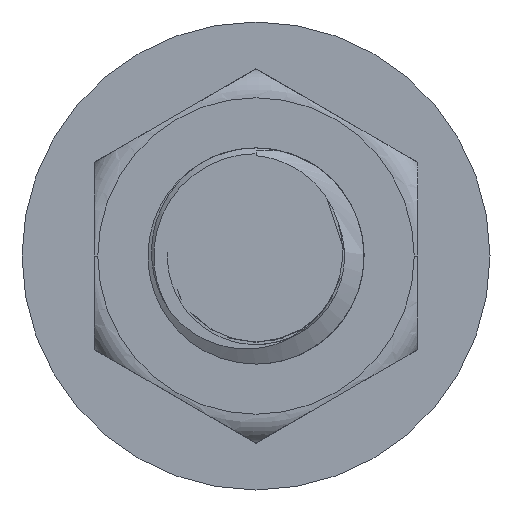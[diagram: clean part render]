
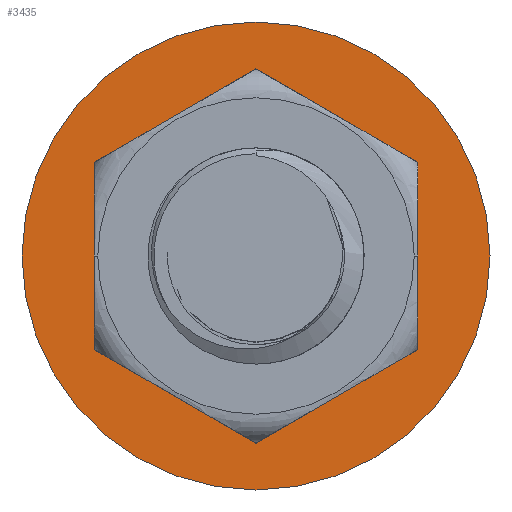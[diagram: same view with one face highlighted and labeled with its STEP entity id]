
A CAD part, left-side view. The second image highlights one B-rep face of the part: STEP entity #3435.
In plain terms, the highlighted planar face has unit normal (-1, 0, 0).
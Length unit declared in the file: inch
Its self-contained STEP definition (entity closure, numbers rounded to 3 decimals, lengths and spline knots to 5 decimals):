
#149 = CIRCLE ( 'NONE', #3256, 0.1 ) ;
#157 = CIRCLE ( 'NONE', #3258, 0.406 ) ;
#161 = CIRCLE ( 'NONE', #3260, 0.406 ) ;
#166 = CIRCLE ( 'NONE', #3261, 0.1 ) ;
#2376 = FACE_OUTER_BOUND ( 'NONE', #7080, .T. ) ;
#2382 = FACE_BOUND ( 'NONE', #7146, .T. ) ;
#3256 = AXIS2_PLACEMENT_3D ( 'NONE', #12377, #12378, #12379 ) ;
#3258 = AXIS2_PLACEMENT_3D ( 'NONE', #12387, #12388, #12389 ) ;
#3260 = AXIS2_PLACEMENT_3D ( 'NONE', #12394, #12395, #12396 ) ;
#3261 = AXIS2_PLACEMENT_3D ( 'NONE', #12397, #12398, #12399 ) ;
#3435 = ADVANCED_FACE ( 'NONE', ( #2376, #2382 ), #10316, .T. ) ;
#7080 = EDGE_LOOP ( 'NONE', ( #7604, #7619 ) ) ;
#7146 = EDGE_LOOP ( 'NONE', ( #7610, #7608 ) ) ;
#7522 = VERTEX_POINT ( 'NONE', #10549 ) ;
#7525 = VERTEX_POINT ( 'NONE', #10552 ) ;
#7527 = VERTEX_POINT ( 'NONE', #10554 ) ;
#7529 = VERTEX_POINT ( 'NONE', #10556 ) ;
#7604 = ORIENTED_EDGE ( 'NONE', *, *, #12595, .T. ) ;
#7608 = ORIENTED_EDGE ( 'NONE', *, *, #12596, .F. ) ;
#7610 = ORIENTED_EDGE ( 'NONE', *, *, #12588, .F. ) ;
#7619 = ORIENTED_EDGE ( 'NONE', *, *, #12591, .T. ) ;
#10313 = CARTESIAN_POINT ( 'NONE',  ( 1.22637, 0.35063, 0.37729 ) ) ;
#10316 = PLANE ( 'NONE',  #12790 ) ;
#10318 = DIRECTION ( 'NONE',  ( -1., 0., 0. ) ) ;
#10319 = DIRECTION ( 'NONE',  ( 0., -1., 0. ) ) ;
#10549 = CARTESIAN_POINT ( 'NONE',  ( 1.22637, 0.75663, 0.37729 ) ) ;
#10552 = CARTESIAN_POINT ( 'NONE',  ( 1.22637, -0.05537, 0.37729 ) ) ;
#10554 = CARTESIAN_POINT ( 'NONE',  ( 1.22637, 0.45063, 0.37729 ) ) ;
#10556 = CARTESIAN_POINT ( 'NONE',  ( 1.22637, 0.25063, 0.37729 ) ) ;
#12377 = CARTESIAN_POINT ( 'NONE',  ( 1.22637, 0.35063, 0.37729 ) ) ;
#12378 = DIRECTION ( 'NONE',  ( -1., 0., 0. ) ) ;
#12379 = DIRECTION ( 'NONE',  ( 0., -1., 0. ) ) ;
#12387 = CARTESIAN_POINT ( 'NONE',  ( 1.22637, 0.35063, 0.37729 ) ) ;
#12388 = DIRECTION ( 'NONE',  ( -1., 0., 0. ) ) ;
#12389 = DIRECTION ( 'NONE',  ( 0., -1., 0. ) ) ;
#12394 = CARTESIAN_POINT ( 'NONE',  ( 1.22637, 0.35063, 0.37729 ) ) ;
#12395 = DIRECTION ( 'NONE',  ( -1., 0., 0. ) ) ;
#12396 = DIRECTION ( 'NONE',  ( 0., -1., 0. ) ) ;
#12397 = CARTESIAN_POINT ( 'NONE',  ( 1.22637, 0.35063, 0.37729 ) ) ;
#12398 = DIRECTION ( 'NONE',  ( -1., 0., 0. ) ) ;
#12399 = DIRECTION ( 'NONE',  ( 0., -1., 0. ) ) ;
#12588 = EDGE_CURVE ( 'NONE', #7527, #7529, #149, .T. ) ;
#12591 = EDGE_CURVE ( 'NONE', #7525, #7522, #157, .T. ) ;
#12595 = EDGE_CURVE ( 'NONE', #7522, #7525, #161, .T. ) ;
#12596 = EDGE_CURVE ( 'NONE', #7529, #7527, #166, .T. ) ;
#12790 = AXIS2_PLACEMENT_3D ( 'NONE', #10313, #10318, #10319 ) ;
